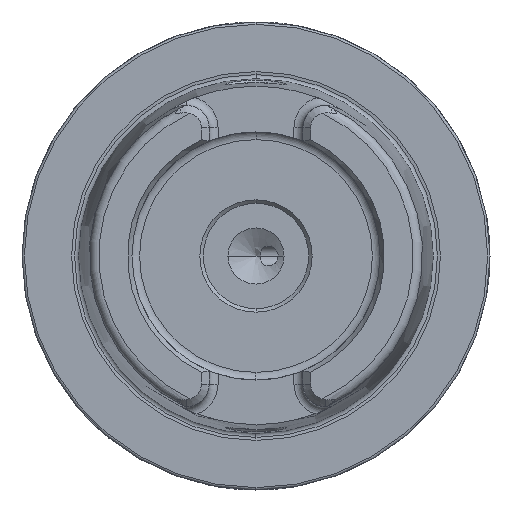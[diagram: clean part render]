
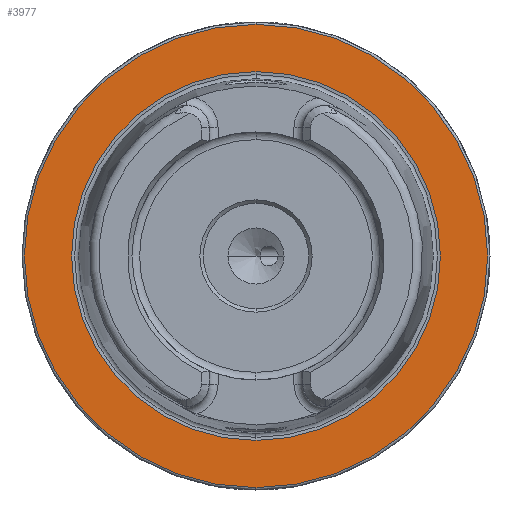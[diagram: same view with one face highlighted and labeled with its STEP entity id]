
A CAD part, left-side view. The second image highlights one B-rep face of the part: STEP entity #3977.
In plain terms, the highlighted planar face has unit normal (-1, 0, 0).
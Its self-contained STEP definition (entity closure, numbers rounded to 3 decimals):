
#1014 = AXIS2_PLACEMENT_3D ( 'NONE', #12934, #5008, #14234 ) ;
#1304 = EDGE_CURVE ( 'NONE', #12386, #13613, #6838, .T. ) ;
#2099 = DIRECTION ( 'NONE',  ( -1., 0., 0. ) ) ;
#2323 = ORIENTED_EDGE ( 'NONE', *, *, #10478, .F. ) ;
#3063 = CARTESIAN_POINT ( 'NONE',  ( 0., 0., -39.405 ) ) ;
#3977 = ADVANCED_FACE ( 'NONE', ( #4109, #14203 ), #7559, .F. ) ;
#4109 = FACE_BOUND ( 'NONE', #7917, .T. ) ;
#5008 = DIRECTION ( 'NONE',  ( -1., 0., 0. ) ) ;
#5079 = ORIENTED_EDGE ( 'NONE', *, *, #11002, .T. ) ;
#5716 = AXIS2_PLACEMENT_3D ( 'NONE', #7795, #11077, #7254 ) ;
#5822 = CARTESIAN_POINT ( 'NONE',  ( 0., 0., 0. ) ) ;
#6838 = CIRCLE ( 'NONE', #14290, 39.405 ) ;
#6851 = CARTESIAN_POINT ( 'NONE',  ( 0., 0., -49.5 ) ) ;
#6882 = CIRCLE ( 'NONE', #1014, 49.5 ) ;
#7137 = DIRECTION ( 'NONE',  ( 0., 0., 1. ) ) ;
#7254 = DIRECTION ( 'NONE',  ( 0., 0., -1. ) ) ;
#7559 = PLANE ( 'NONE',  #5716 ) ;
#7795 = CARTESIAN_POINT ( 'NONE',  ( 0., 49.5, 0. ) ) ;
#7917 = EDGE_LOOP ( 'NONE', ( #10222, #2323 ) ) ;
#7965 = CARTESIAN_POINT ( 'NONE',  ( 0., 0., 49.5 ) ) ;
#9499 = CARTESIAN_POINT ( 'NONE',  ( 0., 0., 39.405 ) ) ;
#9523 = DIRECTION ( 'NONE',  ( 0., 0., 1. ) ) ;
#9572 = DIRECTION ( 'NONE',  ( -1., 0., 0. ) ) ;
#9634 = CARTESIAN_POINT ( 'NONE',  ( 0., 0., 0. ) ) ;
#10054 = CARTESIAN_POINT ( 'NONE',  ( 0., 0., 0. ) ) ;
#10222 = ORIENTED_EDGE ( 'NONE', *, *, #1304, .F. ) ;
#10301 = AXIS2_PLACEMENT_3D ( 'NONE', #5822, #15029, #7137 ) ;
#10423 = VERTEX_POINT ( 'NONE', #6851 ) ;
#10478 = EDGE_CURVE ( 'NONE', #13613, #12386, #16830, .T. ) ;
#11002 = EDGE_CURVE ( 'NONE', #10423, #16884, #14142, .T. ) ;
#11077 = DIRECTION ( 'NONE',  ( 1., 0., 0. ) ) ;
#11384 = DIRECTION ( 'NONE',  ( 0., 0., 1. ) ) ;
#11679 = ORIENTED_EDGE ( 'NONE', *, *, #13136, .T. ) ;
#12386 = VERTEX_POINT ( 'NONE', #9499 ) ;
#12934 = CARTESIAN_POINT ( 'NONE',  ( 0., 0., 0. ) ) ;
#13136 = EDGE_CURVE ( 'NONE', #16884, #10423, #6882, .T. ) ;
#13613 = VERTEX_POINT ( 'NONE', #3063 ) ;
#14060 = AXIS2_PLACEMENT_3D ( 'NONE', #10054, #2099, #11384 ) ;
#14142 = CIRCLE ( 'NONE', #14060, 49.5 ) ;
#14203 = FACE_OUTER_BOUND ( 'NONE', #16530, .T. ) ;
#14234 = DIRECTION ( 'NONE',  ( 0., 0., 1. ) ) ;
#14290 = AXIS2_PLACEMENT_3D ( 'NONE', #9634, #9572, #9523 ) ;
#15029 = DIRECTION ( 'NONE',  ( -1., 0., 0. ) ) ;
#16530 = EDGE_LOOP ( 'NONE', ( #11679, #5079 ) ) ;
#16830 = CIRCLE ( 'NONE', #10301, 39.405 ) ;
#16884 = VERTEX_POINT ( 'NONE', #7965 ) ;
